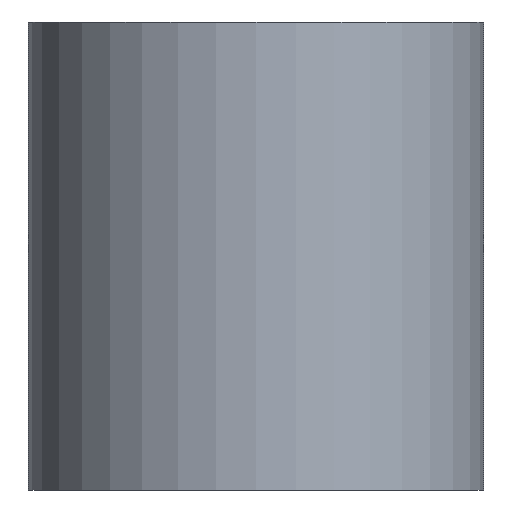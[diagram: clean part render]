
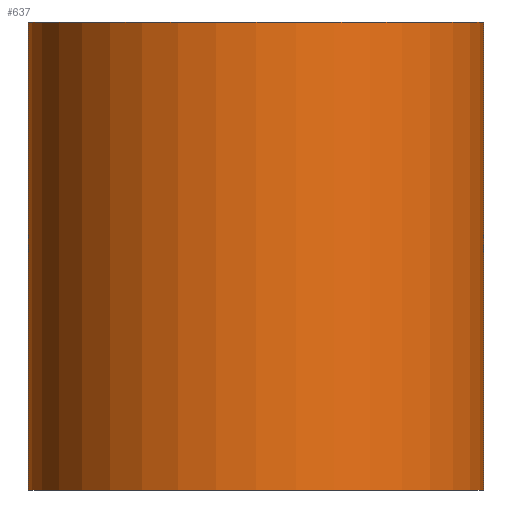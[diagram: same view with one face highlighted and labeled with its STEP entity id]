
A CAD part, front view. The second image highlights one B-rep face of the part: STEP entity #637.
In plain terms, the highlighted cylindrical face has radius 35 mm (diameter 70 mm), a partial arc.
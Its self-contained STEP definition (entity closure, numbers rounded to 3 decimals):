
#8 = LINE ( 'NONE', #812, #912 ) ;
#28 = EDGE_CURVE ( 'NONE', #887, #915, #8, .T. ) ;
#57 = CARTESIAN_POINT ( 'NONE',  ( 35., 0., 170.995 ) ) ;
#71 = DIRECTION ( 'NONE',  ( 0., 0., 1. ) ) ;
#81 = DIRECTION ( 'NONE',  ( 0., 0., -1. ) ) ;
#112 = EDGE_CURVE ( 'NONE', #915, #438, #610, .T. ) ;
#120 = CARTESIAN_POINT ( 'NONE',  ( -35., 0., 0. ) ) ;
#124 = EDGE_LOOP ( 'NONE', ( #747, #350, #1014, #1033 ) ) ;
#169 = DIRECTION ( 'NONE',  ( 1., 0., 0. ) ) ;
#171 = DIRECTION ( 'NONE',  ( 0., 0., -1. ) ) ;
#175 = CYLINDRICAL_SURFACE ( 'NONE', #270, 35. ) ;
#208 = LINE ( 'NONE', #57, #225 ) ;
#215 = CARTESIAN_POINT ( 'NONE',  ( -35., 0., 72. ) ) ;
#225 = VECTOR ( 'NONE', #299, 1000. ) ;
#259 = FACE_OUTER_BOUND ( 'NONE', #124, .T. ) ;
#270 = AXIS2_PLACEMENT_3D ( 'NONE', #888, #81, #503 ) ;
#299 = DIRECTION ( 'NONE',  ( 0., 0., -1. ) ) ;
#350 = ORIENTED_EDGE ( 'NONE', *, *, #521, .F. ) ;
#390 = AXIS2_PLACEMENT_3D ( 'NONE', #407, #735, #169 ) ;
#407 = CARTESIAN_POINT ( 'NONE',  ( 0., 0., 0. ) ) ;
#430 = CARTESIAN_POINT ( 'NONE',  ( 35., 0., 0. ) ) ;
#438 = VERTEX_POINT ( 'NONE', #430 ) ;
#462 = AXIS2_PLACEMENT_3D ( 'NONE', #638, #71, #877 ) ;
#503 = DIRECTION ( 'NONE',  ( -1., 0., 0. ) ) ;
#521 = EDGE_CURVE ( 'NONE', #887, #628, #926, .T. ) ;
#568 = CARTESIAN_POINT ( 'NONE',  ( 35., 0., 72. ) ) ;
#610 = CIRCLE ( 'NONE', #390, 35. ) ;
#628 = VERTEX_POINT ( 'NONE', #568 ) ;
#637 = ADVANCED_FACE ( 'NONE', ( #259 ), #175, .T. ) ;
#638 = CARTESIAN_POINT ( 'NONE',  ( 0., 0., 72. ) ) ;
#735 = DIRECTION ( 'NONE',  ( 0., 0., 1. ) ) ;
#747 = ORIENTED_EDGE ( 'NONE', *, *, #798, .F. ) ;
#798 = EDGE_CURVE ( 'NONE', #628, #438, #208, .T. ) ;
#812 = CARTESIAN_POINT ( 'NONE',  ( -35., 0., 170.995 ) ) ;
#877 = DIRECTION ( 'NONE',  ( 1., 0., 0. ) ) ;
#887 = VERTEX_POINT ( 'NONE', #215 ) ;
#888 = CARTESIAN_POINT ( 'NONE',  ( 0., 0., 170.995 ) ) ;
#912 = VECTOR ( 'NONE', #171, 1000. ) ;
#915 = VERTEX_POINT ( 'NONE', #120 ) ;
#926 = CIRCLE ( 'NONE', #462, 35. ) ;
#1014 = ORIENTED_EDGE ( 'NONE', *, *, #28, .T. ) ;
#1033 = ORIENTED_EDGE ( 'NONE', *, *, #112, .T. ) ;
